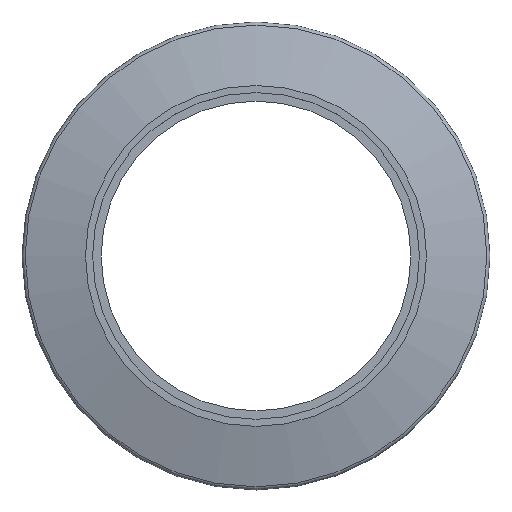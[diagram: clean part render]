
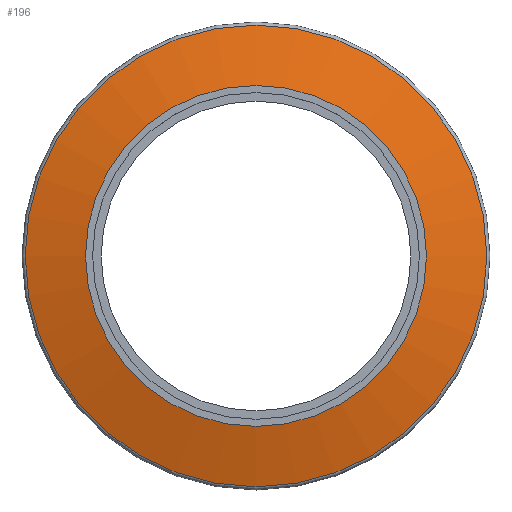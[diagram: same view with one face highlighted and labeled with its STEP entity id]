
A CAD part, top view. The second image highlights one B-rep face of the part: STEP entity #196.
In plain terms, the highlighted conical face has half-angle 75 degrees and reference radius 27.5 mm.
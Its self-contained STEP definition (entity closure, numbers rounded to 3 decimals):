
#31 = TOROIDAL_SURFACE('',#32,27.,0.5);
#32 = AXIS2_PLACEMENT_3D('',#33,#34,#35);
#33 = CARTESIAN_POINT('',(0.,0.,2.616));
#34 = DIRECTION('',(0.,0.,1.));
#35 = DIRECTION('',(1.,0.,0.));
#100 = VERTEX_POINT('',#101);
#101 = CARTESIAN_POINT('',(27.129,0.,3.099));
#125 = EDGE_CURVE('',#100,#100,#126,.T.);
#126 = SURFACE_CURVE('',#127,(#132,#161),.PCURVE_S1.);
#127 = CIRCLE('',#128,27.129);
#128 = AXIS2_PLACEMENT_3D('',#129,#130,#131);
#129 = CARTESIAN_POINT('',(0.,0.,3.099));
#130 = DIRECTION('',(0.,0.,-1.));
#131 = DIRECTION('',(-1.,0.,0.));
#132 = PCURVE('',#31,#133);
#133 = DEFINITIONAL_REPRESENTATION('',(#134),#160);
#134 = B_SPLINE_CURVE_WITH_KNOTS('',3,(#135,#136,#137,#138,#139,#140,
    #141,#142,#143,#144,#145,#146,#147,#148,#149,#150,#151,#152,#153,
    #154,#155,#156,#157,#158,#159),.UNSPECIFIED.,.F.,.F.,(4,1,1,1,1,1,1,
    1,1,1,1,1,1,1,1,1,1,1,1,1,1,1,4),(3.142,3.427,
    3.713,3.998,4.284,4.57,
    4.855,5.141,5.426,5.712,
    5.998,6.283,6.569,6.854,
    7.14,7.426,7.711,7.997,
    8.282,8.568,8.854,9.139,
    9.425),.QUASI_UNIFORM_KNOTS.);
#135 = CARTESIAN_POINT('',(6.283,7.592));
#136 = CARTESIAN_POINT('',(6.188,7.592));
#137 = CARTESIAN_POINT('',(5.998,7.592));
#138 = CARTESIAN_POINT('',(5.712,7.592));
#139 = CARTESIAN_POINT('',(5.426,7.592));
#140 = CARTESIAN_POINT('',(5.141,7.592));
#141 = CARTESIAN_POINT('',(4.855,7.592));
#142 = CARTESIAN_POINT('',(4.57,7.592));
#143 = CARTESIAN_POINT('',(4.284,7.592));
#144 = CARTESIAN_POINT('',(3.998,7.592));
#145 = CARTESIAN_POINT('',(3.713,7.592));
#146 = CARTESIAN_POINT('',(3.427,7.592));
#147 = CARTESIAN_POINT('',(3.142,7.592));
#148 = CARTESIAN_POINT('',(2.856,7.592));
#149 = CARTESIAN_POINT('',(2.57,7.592));
#150 = CARTESIAN_POINT('',(2.285,7.592));
#151 = CARTESIAN_POINT('',(1.999,7.592));
#152 = CARTESIAN_POINT('',(1.714,7.592));
#153 = CARTESIAN_POINT('',(1.428,7.592));
#154 = CARTESIAN_POINT('',(1.142,7.592));
#155 = CARTESIAN_POINT('',(0.857,7.592));
#156 = CARTESIAN_POINT('',(0.571,7.592));
#157 = CARTESIAN_POINT('',(0.286,7.592));
#158 = CARTESIAN_POINT('',(0.095,7.592));
#159 = CARTESIAN_POINT('',(0.,7.592));
#160 = ( GEOMETRIC_REPRESENTATION_CONTEXT(2) 
PARAMETRIC_REPRESENTATION_CONTEXT() REPRESENTATION_CONTEXT('2D SPACE',''
  ) );
#161 = PCURVE('',#162,#167);
#162 = CONICAL_SURFACE('',#163,27.5,1.309);
#163 = AXIS2_PLACEMENT_3D('',#164,#165,#166);
#164 = CARTESIAN_POINT('',(0.,0.,3.));
#165 = DIRECTION('',(0.,0.,-1.));
#166 = DIRECTION('',(-1.,0.,0.));
#167 = DEFINITIONAL_REPRESENTATION('',(#168),#194);
#168 = B_SPLINE_CURVE_WITH_KNOTS('',3,(#169,#170,#171,#172,#173,#174,
    #175,#176,#177,#178,#179,#180,#181,#182,#183,#184,#185,#186,#187,
    #188,#189,#190,#191,#192,#193),.UNSPECIFIED.,.F.,.F.,(4,1,1,1,1,1,1,
    1,1,1,1,1,1,1,1,1,1,1,1,1,1,1,4),(3.142,3.427,
    3.713,3.998,4.284,4.57,
    4.855,5.141,5.426,5.712,
    5.998,6.283,6.569,6.854,
    7.14,7.426,7.711,7.997,
    8.282,8.568,8.854,9.139,
    9.425),.QUASI_UNIFORM_KNOTS.);
#169 = CARTESIAN_POINT('',(3.142,-0.099));
#170 = CARTESIAN_POINT('',(3.237,-0.099));
#171 = CARTESIAN_POINT('',(3.427,-0.099));
#172 = CARTESIAN_POINT('',(3.713,-0.099));
#173 = CARTESIAN_POINT('',(3.998,-0.099));
#174 = CARTESIAN_POINT('',(4.284,-0.099));
#175 = CARTESIAN_POINT('',(4.57,-0.099));
#176 = CARTESIAN_POINT('',(4.855,-0.099));
#177 = CARTESIAN_POINT('',(5.141,-0.099));
#178 = CARTESIAN_POINT('',(5.426,-0.099));
#179 = CARTESIAN_POINT('',(5.712,-0.099));
#180 = CARTESIAN_POINT('',(5.998,-0.099));
#181 = CARTESIAN_POINT('',(6.283,-0.099));
#182 = CARTESIAN_POINT('',(6.569,-0.099));
#183 = CARTESIAN_POINT('',(6.854,-0.099));
#184 = CARTESIAN_POINT('',(7.14,-0.099));
#185 = CARTESIAN_POINT('',(7.426,-0.099));
#186 = CARTESIAN_POINT('',(7.711,-0.099));
#187 = CARTESIAN_POINT('',(7.997,-0.099));
#188 = CARTESIAN_POINT('',(8.282,-0.099));
#189 = CARTESIAN_POINT('',(8.568,-0.099));
#190 = CARTESIAN_POINT('',(8.854,-0.099));
#191 = CARTESIAN_POINT('',(9.139,-0.099));
#192 = CARTESIAN_POINT('',(9.33,-0.099));
#193 = CARTESIAN_POINT('',(9.425,-0.099));
#194 = ( GEOMETRIC_REPRESENTATION_CONTEXT(2) 
PARAMETRIC_REPRESENTATION_CONTEXT() REPRESENTATION_CONTEXT('2D SPACE',''
  ) );
#196 = ADVANCED_FACE('',(#197),#162,.T.);
#197 = FACE_BOUND('',#198,.T.);
#198 = EDGE_LOOP('',(#199,#254,#274,#275));
#199 = ORIENTED_EDGE('',*,*,#200,.T.);
#200 = EDGE_CURVE('',#201,#201,#203,.T.);
#201 = VERTEX_POINT('',#202);
#202 = CARTESIAN_POINT('',(20.036,0.,5.));
#203 = SURFACE_CURVE('',#204,(#209,#238),.PCURVE_S1.);
#204 = CIRCLE('',#205,20.036);
#205 = AXIS2_PLACEMENT_3D('',#206,#207,#208);
#206 = CARTESIAN_POINT('',(0.,0.,5.));
#207 = DIRECTION('',(0.,0.,-1.));
#208 = DIRECTION('',(-1.,0.,0.));
#209 = PCURVE('',#162,#210);
#210 = DEFINITIONAL_REPRESENTATION('',(#211),#237);
#211 = B_SPLINE_CURVE_WITH_KNOTS('',3,(#212,#213,#214,#215,#216,#217,
    #218,#219,#220,#221,#222,#223,#224,#225,#226,#227,#228,#229,#230,
    #231,#232,#233,#234,#235,#236),.UNSPECIFIED.,.F.,.F.,(4,1,1,1,1,1,1,
    1,1,1,1,1,1,1,1,1,1,1,1,1,1,1,4),(3.142,3.427,
    3.713,3.998,4.284,4.57,
    4.855,5.141,5.426,5.712,
    5.998,6.283,6.569,6.854,
    7.14,7.426,7.711,7.997,
    8.282,8.568,8.854,9.139,
    9.425),.QUASI_UNIFORM_KNOTS.);
#212 = CARTESIAN_POINT('',(3.142,-2.));
#213 = CARTESIAN_POINT('',(3.237,-2.));
#214 = CARTESIAN_POINT('',(3.427,-2.));
#215 = CARTESIAN_POINT('',(3.713,-2.));
#216 = CARTESIAN_POINT('',(3.998,-2.));
#217 = CARTESIAN_POINT('',(4.284,-2.));
#218 = CARTESIAN_POINT('',(4.57,-2.));
#219 = CARTESIAN_POINT('',(4.855,-2.));
#220 = CARTESIAN_POINT('',(5.141,-2.));
#221 = CARTESIAN_POINT('',(5.426,-2.));
#222 = CARTESIAN_POINT('',(5.712,-2.));
#223 = CARTESIAN_POINT('',(5.998,-2.));
#224 = CARTESIAN_POINT('',(6.283,-2.));
#225 = CARTESIAN_POINT('',(6.569,-2.));
#226 = CARTESIAN_POINT('',(6.854,-2.));
#227 = CARTESIAN_POINT('',(7.14,-2.));
#228 = CARTESIAN_POINT('',(7.426,-2.));
#229 = CARTESIAN_POINT('',(7.711,-2.));
#230 = CARTESIAN_POINT('',(7.997,-2.));
#231 = CARTESIAN_POINT('',(8.282,-2.));
#232 = CARTESIAN_POINT('',(8.568,-2.));
#233 = CARTESIAN_POINT('',(8.854,-2.));
#234 = CARTESIAN_POINT('',(9.139,-2.));
#235 = CARTESIAN_POINT('',(9.33,-2.));
#236 = CARTESIAN_POINT('',(9.425,-2.));
#237 = ( GEOMETRIC_REPRESENTATION_CONTEXT(2) 
PARAMETRIC_REPRESENTATION_CONTEXT() REPRESENTATION_CONTEXT('2D SPACE',''
  ) );
#238 = PCURVE('',#239,#244);
#239 = PLANE('',#240);
#240 = AXIS2_PLACEMENT_3D('',#241,#242,#243);
#241 = CARTESIAN_POINT('',(0.,0.,5.));
#242 = DIRECTION('',(0.,0.,1.));
#243 = DIRECTION('',(1.,0.,0.));
#244 = DEFINITIONAL_REPRESENTATION('',(#245),#253);
#245 = ( BOUNDED_CURVE() B_SPLINE_CURVE(2,(#246,#247,#248,#249,#250,#251
,#252),.UNSPECIFIED.,.F.,.F.) B_SPLINE_CURVE_WITH_KNOTS((1,2,2,2,2,1),(
    -2.094,0.,2.094,4.189,6.283,
8.378),.UNSPECIFIED.) CURVE() GEOMETRIC_REPRESENTATION_ITEM() 
RATIONAL_B_SPLINE_CURVE((1.,0.5,1.,0.5,1.,0.5,1.)) REPRESENTATION_ITEM(
  '') );
#246 = CARTESIAN_POINT('',(-20.036,0.));
#247 = CARTESIAN_POINT('',(-20.036,34.703));
#248 = CARTESIAN_POINT('',(10.018,17.352));
#249 = CARTESIAN_POINT('',(40.072,0.));
#250 = CARTESIAN_POINT('',(10.018,-17.352));
#251 = CARTESIAN_POINT('',(-20.036,-34.703));
#252 = CARTESIAN_POINT('',(-20.036,0.));
#253 = ( GEOMETRIC_REPRESENTATION_CONTEXT(2) 
PARAMETRIC_REPRESENTATION_CONTEXT() REPRESENTATION_CONTEXT('2D SPACE',''
  ) );
#254 = ORIENTED_EDGE('',*,*,#255,.T.);
#255 = EDGE_CURVE('',#201,#100,#256,.T.);
#256 = SEAM_CURVE('',#257,(#260,#267),.PCURVE_S1.);
#257 = B_SPLINE_CURVE_WITH_KNOTS('',1,(#258,#259),.UNSPECIFIED.,.F.,.F.,
  (2,2),(-7.727,-0.384),.PIECEWISE_BEZIER_KNOTS.);
#258 = CARTESIAN_POINT('',(20.036,0.,
    5.));
#259 = CARTESIAN_POINT('',(27.129,0.,
    3.099));
#260 = PCURVE('',#162,#261);
#261 = DEFINITIONAL_REPRESENTATION('',(#262),#266);
#262 = LINE('',#263,#264);
#263 = CARTESIAN_POINT('',(9.425,0.));
#264 = VECTOR('',#265,1.);
#265 = DIRECTION('',(0.,1.));
#266 = ( GEOMETRIC_REPRESENTATION_CONTEXT(2) 
PARAMETRIC_REPRESENTATION_CONTEXT() REPRESENTATION_CONTEXT('2D SPACE',''
  ) );
#267 = PCURVE('',#162,#268);
#268 = DEFINITIONAL_REPRESENTATION('',(#269),#273);
#269 = LINE('',#270,#271);
#270 = CARTESIAN_POINT('',(3.142,0.));
#271 = VECTOR('',#272,1.);
#272 = DIRECTION('',(0.,1.));
#273 = ( GEOMETRIC_REPRESENTATION_CONTEXT(2) 
PARAMETRIC_REPRESENTATION_CONTEXT() REPRESENTATION_CONTEXT('2D SPACE',''
  ) );
#274 = ORIENTED_EDGE('',*,*,#125,.F.);
#275 = ORIENTED_EDGE('',*,*,#255,.F.);
